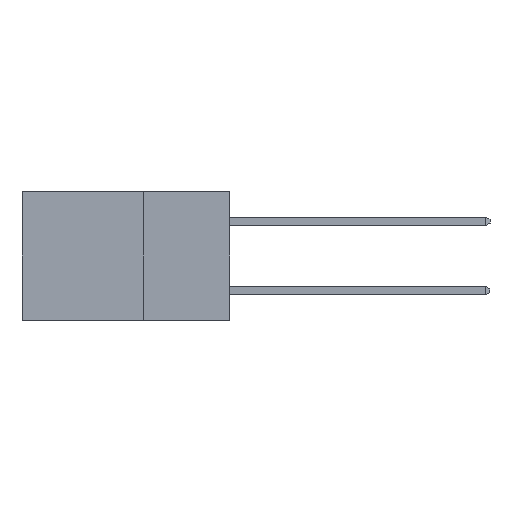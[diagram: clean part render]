
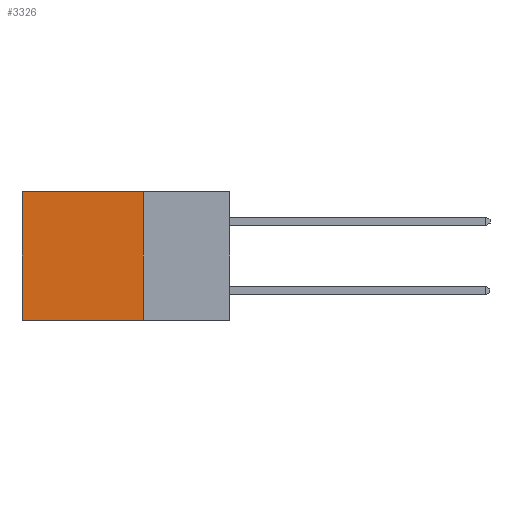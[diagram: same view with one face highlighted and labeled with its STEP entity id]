
A CAD part, left-side view. The second image highlights one B-rep face of the part: STEP entity #3326.
In plain terms, the highlighted planar face has unit normal (-1, 0, 0).
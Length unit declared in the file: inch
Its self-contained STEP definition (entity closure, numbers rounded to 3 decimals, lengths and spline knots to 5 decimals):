
#89 = DIRECTION ( 'NONE',  ( 0., 0., -1. ) ) ;
#452 = CARTESIAN_POINT ( 'NONE',  ( 0.298, 0.6, 0. ) ) ;
#508 = CARTESIAN_POINT ( 'NONE',  ( 0.298, 0.25, 0. ) ) ;
#759 = VERTEX_POINT ( 'NONE', #13733 ) ;
#1025 = EDGE_CURVE ( 'NONE', #9664, #14895, #10636, .T. ) ;
#1287 = ORIENTED_EDGE ( 'NONE', *, *, #2550, .T. ) ;
#2550 = EDGE_CURVE ( 'NONE', #9664, #4824, #19481, .T. ) ;
#3238 = VECTOR ( 'NONE', #16771, 39.37008 ) ;
#3326 = ADVANCED_FACE ( 'NONE', ( #18723 ), #13339, .F. ) ;
#3434 = CARTESIAN_POINT ( 'NONE',  ( 0.298, 0.25, 0. ) ) ;
#4639 = LINE ( 'NONE', #16406, #12035 ) ;
#4824 = VERTEX_POINT ( 'NONE', #6240 ) ;
#6240 = CARTESIAN_POINT ( 'NONE',  ( 0.298, 0.6, 0. ) ) ;
#7190 = DIRECTION ( 'NONE',  ( 0., 1., 0. ) ) ;
#7766 = LINE ( 'NONE', #452, #16338 ) ;
#8468 = CARTESIAN_POINT ( 'NONE',  ( 0.298, 0.25, 0. ) ) ;
#8772 = DIRECTION ( 'NONE',  ( 0., 1., 0. ) ) ;
#9664 = VERTEX_POINT ( 'NONE', #11385 ) ;
#9834 = EDGE_CURVE ( 'NONE', #14895, #759, #4639, .T. ) ;
#10636 = LINE ( 'NONE', #508, #3238 ) ;
#10808 = VECTOR ( 'NONE', #7190, 39.37008 ) ;
#10870 = DIRECTION ( 'NONE',  ( 0., 0., -1. ) ) ;
#11385 = CARTESIAN_POINT ( 'NONE',  ( 0.298, 0.25, 0. ) ) ;
#11575 = EDGE_LOOP ( 'NONE', ( #13374, #18983, #16876, #1287 ) ) ;
#12035 = VECTOR ( 'NONE', #8772, 39.37008 ) ;
#12678 = DIRECTION ( 'NONE',  ( 1., 0., 0. ) ) ;
#13339 = PLANE ( 'NONE',  #16576 ) ;
#13374 = ORIENTED_EDGE ( 'NONE', *, *, #14964, .T. ) ;
#13733 = CARTESIAN_POINT ( 'NONE',  ( 0.298, 0.6, -0.37 ) ) ;
#14895 = VERTEX_POINT ( 'NONE', #16886 ) ;
#14964 = EDGE_CURVE ( 'NONE', #4824, #759, #7766, .T. ) ;
#16338 = VECTOR ( 'NONE', #10870, 39.37008 ) ;
#16406 = CARTESIAN_POINT ( 'NONE',  ( 0.298, 0.25, -0.37 ) ) ;
#16576 = AXIS2_PLACEMENT_3D ( 'NONE', #3434, #12678, #89 ) ;
#16771 = DIRECTION ( 'NONE',  ( 0., 0., -1. ) ) ;
#16876 = ORIENTED_EDGE ( 'NONE', *, *, #1025, .F. ) ;
#16886 = CARTESIAN_POINT ( 'NONE',  ( 0.298, 0.25, -0.37 ) ) ;
#18723 = FACE_OUTER_BOUND ( 'NONE', #11575, .T. ) ;
#18983 = ORIENTED_EDGE ( 'NONE', *, *, #9834, .F. ) ;
#19481 = LINE ( 'NONE', #8468, #10808 ) ;
